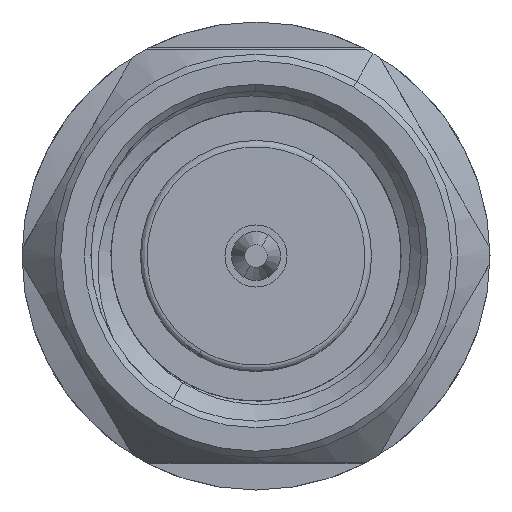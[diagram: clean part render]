
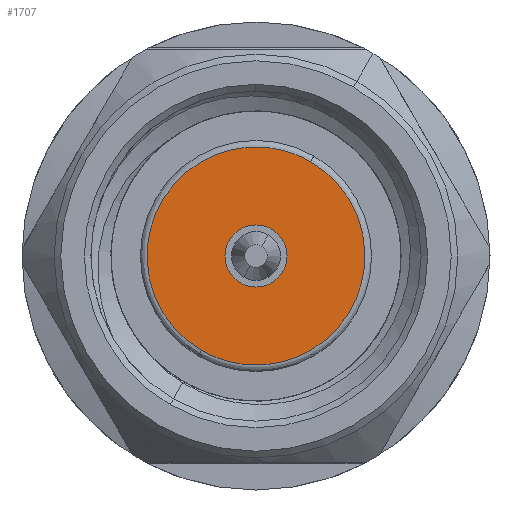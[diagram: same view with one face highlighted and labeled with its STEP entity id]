
A CAD part, left-side view. The second image highlights one B-rep face of the part: STEP entity #1707.
In plain terms, the highlighted planar face has unit normal (-1, 0, 0).
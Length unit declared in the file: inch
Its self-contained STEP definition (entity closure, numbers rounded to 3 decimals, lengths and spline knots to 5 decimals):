
#11 = CARTESIAN_POINT ( 'NONE',  ( 0.10078, 0., 0. ) ) ;
#14 = EDGE_CURVE ( 'NONE', #4796, #3868, #4880, .T. ) ;
#133 = DIRECTION ( 'NONE',  ( -1., 0., 0. ) ) ;
#175 = VERTEX_POINT ( 'NONE', #1288 ) ;
#376 = AXIS2_PLACEMENT_3D ( 'NONE', #1409, #1028, #3791 ) ;
#406 = AXIS2_PLACEMENT_3D ( 'NONE', #11, #1563, #414 ) ;
#414 = DIRECTION ( 'NONE',  ( 0., 0.5, -0.866 ) ) ;
#427 =( BOUNDED_CURVE ( )  B_SPLINE_CURVE ( 3, ( #1461, #4260, #2689, #3487 ),
 .UNSPECIFIED., .F., .T. ) 
 B_SPLINE_CURVE_WITH_KNOTS ( ( 4, 4 ),
 ( 0., 1. ),
 .UNSPECIFIED. ) 
 CURVE ( )  GEOMETRIC_REPRESENTATION_ITEM ( )  RATIONAL_B_SPLINE_CURVE ( ( 1., 0.333, 0.333, 1. ) ) 
 REPRESENTATION_ITEM ( '' )  );
#911 = CARTESIAN_POINT ( 'NONE',  ( 0.10078, 0., 0. ) ) ;
#1028 = DIRECTION ( 'NONE',  ( 1., 0., 0. ) ) ;
#1039 = CARTESIAN_POINT ( 'NONE',  ( 0.10078, -0.01175, 0.02035 ) ) ;
#1044 = PLANE ( 'NONE',  #376 ) ;
#1242 = EDGE_CURVE ( 'NONE', #3043, #175, #4882, .T. ) ;
#1288 = CARTESIAN_POINT ( 'NONE',  ( 0.10078, 0.01175, -0.02035 ) ) ;
#1294 = ORIENTED_EDGE ( 'NONE', *, *, #1598, .F. ) ;
#1409 = CARTESIAN_POINT ( 'NONE',  ( 0.10078, 0., 0. ) ) ;
#1434 = FACE_OUTER_BOUND ( 'NONE', #3981, .T. ) ;
#1461 = CARTESIAN_POINT ( 'NONE',  ( 0.10078, -0.04125, 0.07145 ) ) ;
#1550 = CARTESIAN_POINT ( 'NONE',  ( 0.10078, 0.04125, -0.07145 ) ) ;
#1563 = DIRECTION ( 'NONE',  ( -1., 0., 0. ) ) ;
#1598 = EDGE_CURVE ( 'NONE', #175, #3043, #1794, .T. ) ;
#1674 = AXIS2_PLACEMENT_3D ( 'NONE', #911, #133, #3334 ) ;
#1707 = ADVANCED_FACE ( 'NONE', ( #4426, #1434 ), #1044, .F. ) ;
#1794 = CIRCLE ( 'NONE', #1674, 0.0235 ) ;
#2689 = CARTESIAN_POINT ( 'NONE',  ( 0.10078, -0.10164, -0.15395 ) ) ;
#3043 = VERTEX_POINT ( 'NONE', #1039 ) ;
#3142 = ORIENTED_EDGE ( 'NONE', *, *, #4942, .F. ) ;
#3334 = DIRECTION ( 'NONE',  ( 0., 0.5, -0.866 ) ) ;
#3487 = CARTESIAN_POINT ( 'NONE',  ( 0.10078, 0.04125, -0.07145 ) ) ;
#3675 = CARTESIAN_POINT ( 'NONE',  ( 0.10078, -0.04125, 0.07145 ) ) ;
#3791 = DIRECTION ( 'NONE',  ( 0., 0.5, -0.866 ) ) ;
#3868 = VERTEX_POINT ( 'NONE', #3675 ) ;
#3910 = CARTESIAN_POINT ( 'NONE',  ( 0.10078, -0.04125, 0.07145 ) ) ;
#3981 = EDGE_LOOP ( 'NONE', ( #4357, #3142 ) ) ;
#4052 = CARTESIAN_POINT ( 'NONE',  ( 0.10078, 0.04125, -0.07145 ) ) ;
#4260 = CARTESIAN_POINT ( 'NONE',  ( 0.10078, -0.18414, -0.01105 ) ) ;
#4357 = ORIENTED_EDGE ( 'NONE', *, *, #14, .F. ) ;
#4426 = FACE_BOUND ( 'NONE', #4470, .T. ) ;
#4470 = EDGE_LOOP ( 'NONE', ( #1294, #4703 ) ) ;
#4696 = CARTESIAN_POINT ( 'NONE',  ( 0.10078, 0.18414, 0.01105 ) ) ;
#4703 = ORIENTED_EDGE ( 'NONE', *, *, #1242, .F. ) ;
#4796 = VERTEX_POINT ( 'NONE', #4052 ) ;
#4880 =( BOUNDED_CURVE ( )  B_SPLINE_CURVE ( 3, ( #1550, #4696, #5105, #3910 ),
 .UNSPECIFIED., .F., .F. ) 
 B_SPLINE_CURVE_WITH_KNOTS ( ( 4, 4 ),
 ( 0., 1. ),
 .UNSPECIFIED. ) 
 CURVE ( )  GEOMETRIC_REPRESENTATION_ITEM ( )  RATIONAL_B_SPLINE_CURVE ( ( 1., 0.333, 0.333, 1. ) ) 
 REPRESENTATION_ITEM ( '' )  );
#4882 = CIRCLE ( 'NONE', #406, 0.0235 ) ;
#4942 = EDGE_CURVE ( 'NONE', #3868, #4796, #427, .T. ) ;
#5105 = CARTESIAN_POINT ( 'NONE',  ( 0.10078, 0.10164, 0.15395 ) ) ;
